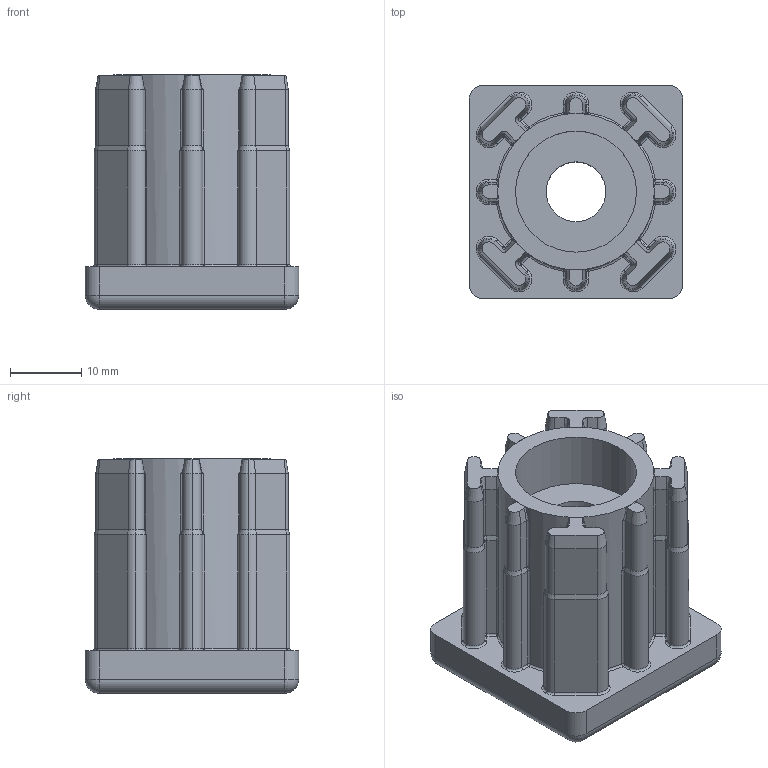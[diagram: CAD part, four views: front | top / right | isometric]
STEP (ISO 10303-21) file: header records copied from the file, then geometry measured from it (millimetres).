
FILE_DESCRIPTION (( 'STEP AP214' ), '1' );
FILE_NAME ('098v301510.STEP', '2014-08-12T13:44:48', ( '' ), ( '' ), 'SwSTEP 2.0', 'SolidWorks 2014', '' );
FILE_SCHEMA (( 'AUTOMOTIVE_DESIGN' ));
Length unit declared in the file: millimetre
Products named in the file (1): 098v301510
Bounding box: 30 x 30 x 33 mm (x, y, z)
Volume: 16171.6 mm3; surface area: 7619.8 mm2
Topology: 1 solids, 1 shells, 415 faces, 967 edges, 540 vertices
Faces by surface type: plane 136, cylinder 132, cone 90, sphere 32, torus 25
Entity records: 11740 total; most frequent: CARTESIAN_POINT 2381, DIRECTION 2076, ORIENTED_EDGE 1886, EDGE_CURVE 943, AXIS2_PLACEMENT_3D 787, VERTEX_POINT 532, VECTOR 502, LINE 502
